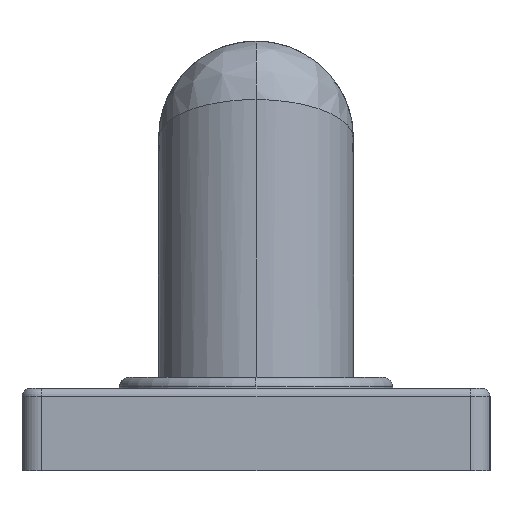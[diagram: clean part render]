
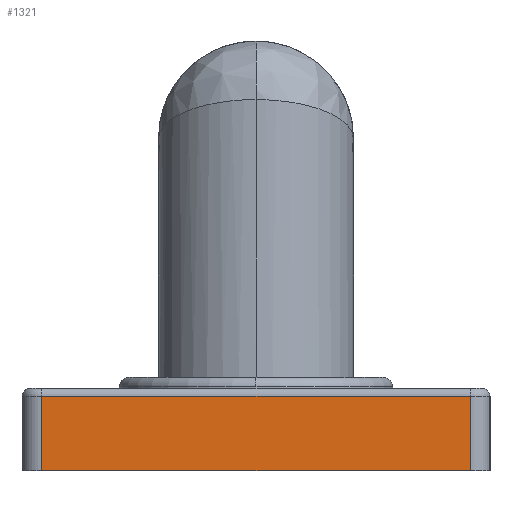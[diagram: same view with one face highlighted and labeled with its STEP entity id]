
A CAD part, left-side view. The second image highlights one B-rep face of the part: STEP entity #1321.
In plain terms, the highlighted planar face has unit normal (-1, 0, 0).
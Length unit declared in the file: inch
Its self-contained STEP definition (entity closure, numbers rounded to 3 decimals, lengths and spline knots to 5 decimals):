
#100=DIRECTION('',(0.,-1.,0.));
#101=VECTOR('',#100,2.75);
#102=CARTESIAN_POINT('',(-1.5,1.375,0.));
#103=LINE('',#102,#101);
#104=DIRECTION('',(0.,0.,-1.));
#105=VECTOR('',#104,0.48);
#106=CARTESIAN_POINT('',(-1.5,1.375,0.48));
#107=LINE('',#106,#105);
#108=DIRECTION('',(0.,-1.,0.));
#109=VECTOR('',#108,2.75);
#110=CARTESIAN_POINT('',(-1.5,1.375,0.48));
#111=LINE('',#110,#109);
#112=DIRECTION('',(0.,0.,-1.));
#113=VECTOR('',#112,0.48);
#114=CARTESIAN_POINT('',(-1.5,-1.375,0.48));
#115=LINE('',#114,#113);
#1054=CARTESIAN_POINT('',(-1.5,1.375,0.48));
#1055=VERTEX_POINT('',#1054);
#1056=CARTESIAN_POINT('',(-1.5,-1.375,0.48));
#1057=VERTEX_POINT('',#1056);
#1059=CARTESIAN_POINT('',(-1.5,-1.375,0.));
#1061=VERTEX_POINT('',#1059);
#1072=CARTESIAN_POINT('',(-1.5,1.375,0.));
#1073=VERTEX_POINT('',#1072);
#1307=CARTESIAN_POINT('',(-1.5,1.5,0.));
#1308=DIRECTION('',(-1.,0.,0.));
#1309=DIRECTION('',(0.,-1.,0.));
#1310=AXIS2_PLACEMENT_3D('',#1307,#1308,#1309);
#1311=PLANE('',#1310);
#1313=ORIENTED_EDGE('',*,*,#1312,.F.);
#1315=ORIENTED_EDGE('',*,*,#1314,.F.);
#1316=ORIENTED_EDGE('',*,*,#1301,.T.);
#1318=ORIENTED_EDGE('',*,*,#1317,.T.);
#1319=EDGE_LOOP('',(#1313,#1315,#1316,#1318));
#1320=FACE_OUTER_BOUND('',#1319,.F.);
#1321=ADVANCED_FACE('',(#1320),#1311,.T.);
#1301=EDGE_CURVE('',#1055,#1057,#111,.T.);
#1312=EDGE_CURVE('',#1073,#1061,#103,.T.);
#1314=EDGE_CURVE('',#1055,#1073,#107,.T.);
#1317=EDGE_CURVE('',#1057,#1061,#115,.T.);
